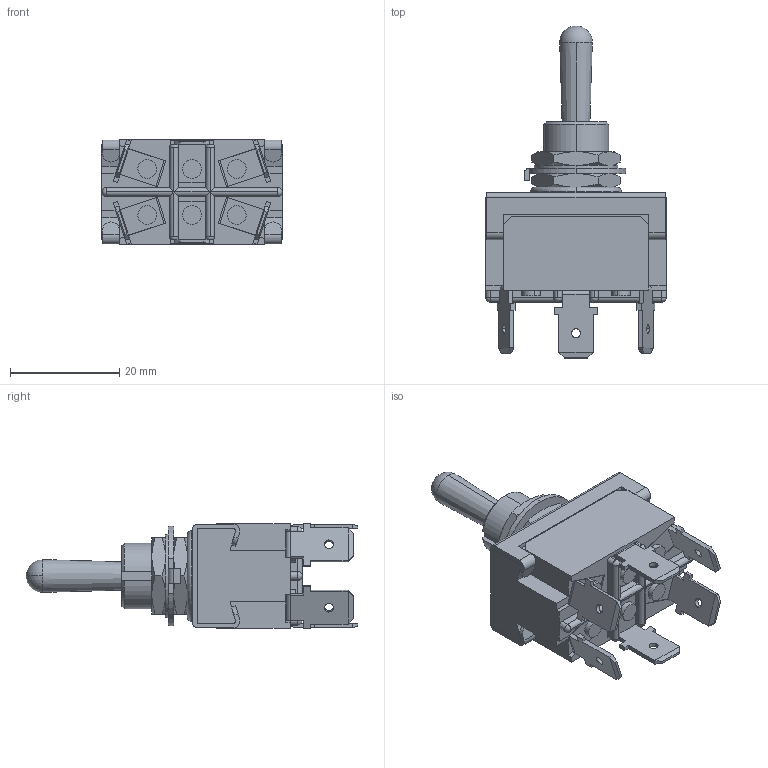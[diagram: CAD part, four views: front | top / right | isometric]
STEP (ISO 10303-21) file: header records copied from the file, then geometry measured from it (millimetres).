
FILE_DESCRIPTION (( 'STEP AP203' ), '1' );
FILE_NAME ('ATP05.STEP', '2020-03-16T00:04:32', ( '' ), ( '' ), 'SwSTEP 2.0', 'SolidWorks 2018', '' );
FILE_SCHEMA (( 'CONFIG_CONTROL_DESIGN' ));
Length unit declared in the file: millimetre
Products named in the file (10): ATP05; 9803 0458 20(L儚僢僔儍乕)model; 僼儗乕儉2嬌僩僌儖 (A僔儕乕僘); 9801 0063 20(ナット)model; 忋慻 僗儕乕僽慻 昗弨僩僌儖2嬌 (A僔儕乕僘); 壓慻 2嬌 5抂巕 (A僔儕乕僘); 働乕僗 2嬌 (A僔儕乕僘); 僗儕乕僽慻僩僌儖2-3-4嬌 (A僔儕乕僘); 5端子 (Aシリーズ); 9802 0457 20(リング)model
Assembly tree (15 placements, depth 3):
  ATP05
    壓慻 2嬌 5抂巕 (A僔儕乕僘)
      働乕僗 2嬌 (A僔儕乕僘)
      5端子 (Aシリーズ)  x6
    忋慻 僗儕乕僽慻 昗弨僩僌儖2嬌 (A僔儕乕僘)
      僼儗乕儉2嬌僩僌儖 (A僔儕乕僘)
      僗儕乕僽慻僩僌儖2-3-4嬌 (A僔儕乕僘)
    9801 0063 20(ナット)model  x2
    9802 0457 20(リング)model
    9803 0458 20(L儚僢僔儍乕)model
Bounding box: 33 x 60.7 x 19.22 mm (x, y, z)
Volume: 13522.9 mm3; surface area: 9259.1 mm2
Topology: 13 solids, 13 shells, 469 faces, 1191 edges, 760 vertices
Faces by surface type: plane 281, cylinder 145, cone 31, sphere 10, torus 2
Entity records: 10522 total; most frequent: CARTESIAN_POINT 1770, DIRECTION 1624, ORIENTED_EDGE 1554, EDGE_CURVE 777, AXIS2_PLACEMENT_3D 559, VECTOR 506, LINE 506, VERTEX_POINT 499
